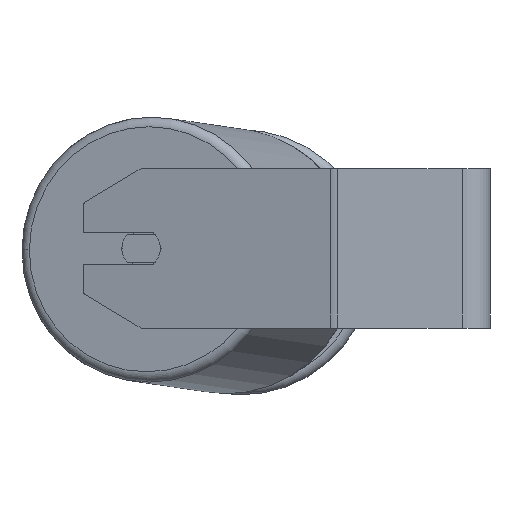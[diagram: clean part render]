
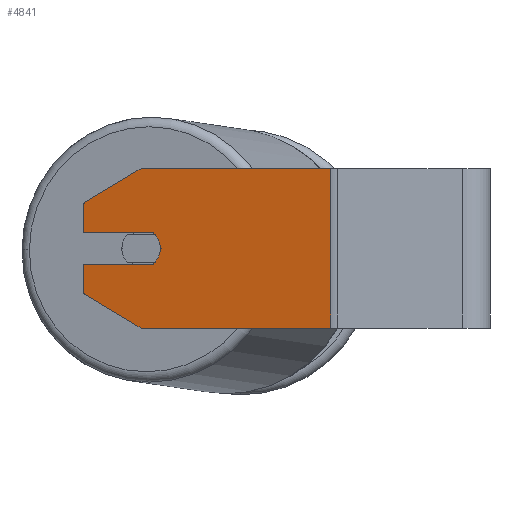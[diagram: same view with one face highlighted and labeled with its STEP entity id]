
A CAD part, left-side view. The second image highlights one B-rep face of the part: STEP entity #4841.
In plain terms, the highlighted planar face has unit normal (-0.966, 0.259, 0).
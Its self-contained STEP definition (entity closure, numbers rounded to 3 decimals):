
#19 = EDGE_CURVE ( 'NONE', #3582, #6125, #8203, .T. ) ;
#266 = ORIENTED_EDGE ( 'NONE', *, *, #7407, .F. ) ;
#331 = CARTESIAN_POINT ( 'NONE',  ( -284.057, 174.998, 0. ) ) ;
#364 = CARTESIAN_POINT ( 'NONE',  ( -276.292, 203.976, -8. ) ) ;
#367 = VECTOR ( 'NONE', #3318, 1000. ) ;
#726 = CARTESIAN_POINT ( 'NONE',  ( -309.523, 79.957, 40. ) ) ;
#986 = CARTESIAN_POINT ( 'NONE',  ( -309.523, 79.957, -40. ) ) ;
#1029 = DIRECTION ( 'NONE',  ( -0.259, -0.966, 0. ) ) ;
#1085 = LINE ( 'NONE', #2838, #2730 ) ;
#1170 = ORIENTED_EDGE ( 'NONE', *, *, #8240, .F. ) ;
#1197 = DIRECTION ( 'NONE',  ( 0., 0., -1. ) ) ;
#1288 = DIRECTION ( 'NONE',  ( 0.966, -0.259, 0. ) ) ;
#1434 = DIRECTION ( 'NONE',  ( -0.259, -0.966, 0. ) ) ;
#1453 = LINE ( 'NONE', #8143, #1671 ) ;
#1491 = DIRECTION ( 'NONE',  ( -0.259, -0.966, 0. ) ) ;
#1584 = ORIENTED_EDGE ( 'NONE', *, *, #2443, .T. ) ;
#1613 = VERTEX_POINT ( 'NONE', #364 ) ;
#1671 = VECTOR ( 'NONE', #1491, 1000. ) ;
#1692 = CARTESIAN_POINT ( 'NONE',  ( -276.292, 203.976, 22.679 ) ) ;
#1708 = ORIENTED_EDGE ( 'NONE', *, *, #8373, .T. ) ;
#1750 = CARTESIAN_POINT ( 'NONE',  ( -309.523, 79.957, 40. ) ) ;
#1939 = VERTEX_POINT ( 'NONE', #5505 ) ;
#2187 = DIRECTION ( 'NONE',  ( -0.224, -0.837, -0.5 ) ) ;
#2216 = AXIS2_PLACEMENT_3D ( 'NONE', #5206, #1288, #7761 ) ;
#2330 = AXIS2_PLACEMENT_3D ( 'NONE', #331, #2923, #2883 ) ;
#2443 = EDGE_CURVE ( 'NONE', #6771, #4367, #3777, .T. ) ;
#2582 = ORIENTED_EDGE ( 'NONE', *, *, #7875, .F. ) ;
#2611 = FACE_OUTER_BOUND ( 'NONE', #6165, .T. ) ;
#2730 = VECTOR ( 'NONE', #5612, 1000. ) ;
#2838 = CARTESIAN_POINT ( 'NONE',  ( -276.292, 203.976, 40. ) ) ;
#2872 = AXIS2_PLACEMENT_3D ( 'NONE', #7244, #7925, #7846 ) ;
#2883 = DIRECTION ( 'NONE',  ( -0.259, -0.966, 0. ) ) ;
#2905 = ORIENTED_EDGE ( 'NONE', *, *, #3690, .F. ) ;
#2909 = CARTESIAN_POINT ( 'NONE',  ( -284.057, 174.998, -40. ) ) ;
#2923 = DIRECTION ( 'NONE',  ( -0.966, 0.259, 0. ) ) ;
#3226 = CARTESIAN_POINT ( 'NONE',  ( -285.61, 169.203, -8. ) ) ;
#3254 = CARTESIAN_POINT ( 'NONE',  ( -276.292, 203.976, 22.679 ) ) ;
#3296 = VECTOR ( 'NONE', #1197, 1000. ) ;
#3318 = DIRECTION ( 'NONE',  ( 0., 0., -1. ) ) ;
#3353 = LINE ( 'NONE', #5312, #4575 ) ;
#3582 = VERTEX_POINT ( 'NONE', #5410 ) ;
#3592 = CARTESIAN_POINT ( 'NONE',  ( -284.057, 174.998, 40. ) ) ;
#3690 = EDGE_CURVE ( 'NONE', #5881, #8244, #4116, .T. ) ;
#3693 = VECTOR ( 'NONE', #1029, 1000. ) ;
#3738 = VECTOR ( 'NONE', #5059, 1000. ) ;
#3777 = LINE ( 'NONE', #1692, #3738 ) ;
#3842 = VERTEX_POINT ( 'NONE', #3226 ) ;
#3874 = CARTESIAN_POINT ( 'NONE',  ( -276.292, 203.976, 40. ) ) ;
#3917 = EDGE_CURVE ( 'NONE', #7665, #8244, #3353, .T. ) ;
#3925 = PLANE ( 'NONE',  #2216 ) ;
#3985 = ORIENTED_EDGE ( 'NONE', *, *, #5247, .T. ) ;
#4116 = LINE ( 'NONE', #726, #367 ) ;
#4216 = CARTESIAN_POINT ( 'NONE',  ( -285.61, 169.203, -8. ) ) ;
#4367 = VERTEX_POINT ( 'NONE', #3254 ) ;
#4555 = LINE ( 'NONE', #3874, #3296 ) ;
#4575 = VECTOR ( 'NONE', #1434, 1000. ) ;
#4837 = ORIENTED_EDGE ( 'NONE', *, *, #19, .F. ) ;
#4841 = ADVANCED_FACE ( 'NONE', ( #2611 ), #3925, .F. ) ;
#4939 = EDGE_CURVE ( 'NONE', #6771, #5881, #1453, .T. ) ;
#4994 = ORIENTED_EDGE ( 'NONE', *, *, #5719, .T. ) ;
#5059 = DIRECTION ( 'NONE',  ( 0.224, 0.837, -0.5 ) ) ;
#5206 = CARTESIAN_POINT ( 'NONE',  ( -276.292, 203.976, 40. ) ) ;
#5247 = EDGE_CURVE ( 'NONE', #4367, #6125, #1085, .T. ) ;
#5312 = CARTESIAN_POINT ( 'NONE',  ( -276.292, 203.976, -40. ) ) ;
#5410 = CARTESIAN_POINT ( 'NONE',  ( -285.61, 169.203, 8. ) ) ;
#5505 = CARTESIAN_POINT ( 'NONE',  ( -276.292, 203.976, -22.679 ) ) ;
#5528 = CARTESIAN_POINT ( 'NONE',  ( -285.61, 169.203, 8. ) ) ;
#5612 = DIRECTION ( 'NONE',  ( 0., 0., -1. ) ) ;
#5719 = EDGE_CURVE ( 'NONE', #1939, #7665, #8026, .T. ) ;
#5868 = VECTOR ( 'NONE', #2187, 1000. ) ;
#5881 = VERTEX_POINT ( 'NONE', #1750 ) ;
#6125 = VERTEX_POINT ( 'NONE', #6778 ) ;
#6165 = EDGE_LOOP ( 'NONE', ( #2582, #1170, #1708, #4994, #6803, #2905, #6857, #1584, #3985, #4837, #266 ) ) ;
#6267 = CIRCLE ( 'NONE', #2872, 10. ) ;
#6771 = VERTEX_POINT ( 'NONE', #3592 ) ;
#6778 = CARTESIAN_POINT ( 'NONE',  ( -276.292, 203.976, 8. ) ) ;
#6803 = ORIENTED_EDGE ( 'NONE', *, *, #3917, .T. ) ;
#6857 = ORIENTED_EDGE ( 'NONE', *, *, #4939, .F. ) ;
#6887 = VERTEX_POINT ( 'NONE', #7375 ) ;
#6908 = LINE ( 'NONE', #4216, #3693 ) ;
#6996 = VECTOR ( 'NONE', #8034, 1000. ) ;
#7244 = CARTESIAN_POINT ( 'NONE',  ( -284.057, 174.998, 0. ) ) ;
#7375 = CARTESIAN_POINT ( 'NONE',  ( -286.645, 165.339, 0. ) ) ;
#7407 = EDGE_CURVE ( 'NONE', #6887, #3582, #6267, .T. ) ;
#7499 = CIRCLE ( 'NONE', #2330, 10. ) ;
#7665 = VERTEX_POINT ( 'NONE', #7708 ) ;
#7708 = CARTESIAN_POINT ( 'NONE',  ( -284.057, 174.998, -40. ) ) ;
#7761 = DIRECTION ( 'NONE',  ( 0.259, 0.966, 0. ) ) ;
#7846 = DIRECTION ( 'NONE',  ( -0.259, -0.966, 0. ) ) ;
#7875 = EDGE_CURVE ( 'NONE', #3842, #6887, #7499, .T. ) ;
#7925 = DIRECTION ( 'NONE',  ( -0.966, 0.259, 0. ) ) ;
#8026 = LINE ( 'NONE', #2909, #5868 ) ;
#8034 = DIRECTION ( 'NONE',  ( 0.259, 0.966, 0. ) ) ;
#8143 = CARTESIAN_POINT ( 'NONE',  ( -276.292, 203.976, 40. ) ) ;
#8203 = LINE ( 'NONE', #5528, #6996 ) ;
#8240 = EDGE_CURVE ( 'NONE', #1613, #3842, #6908, .T. ) ;
#8244 = VERTEX_POINT ( 'NONE', #986 ) ;
#8373 = EDGE_CURVE ( 'NONE', #1613, #1939, #4555, .T. ) ;
